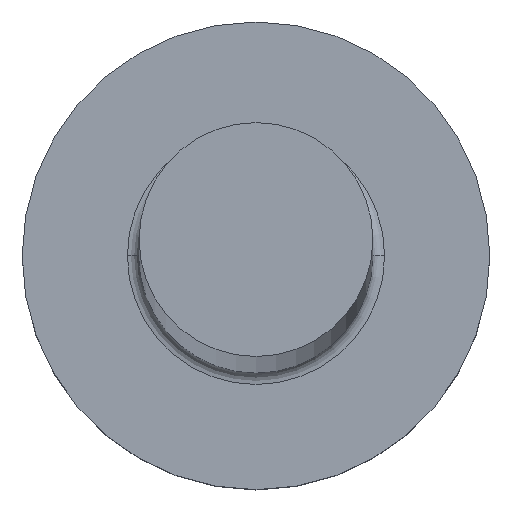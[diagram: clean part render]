
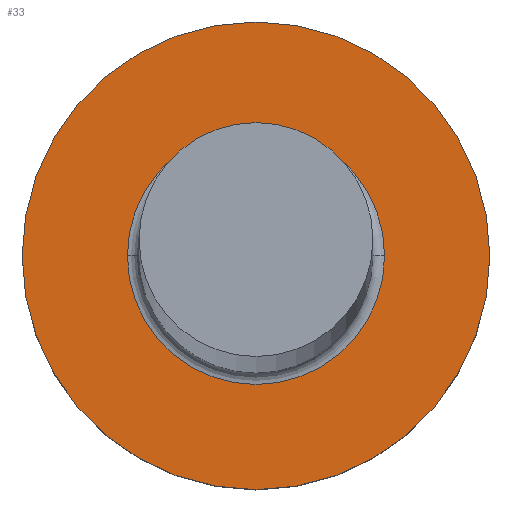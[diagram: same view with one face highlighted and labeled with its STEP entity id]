
A CAD part, top view. The second image highlights one B-rep face of the part: STEP entity #33.
In plain terms, the highlighted planar face has unit normal (0, 0, 1).
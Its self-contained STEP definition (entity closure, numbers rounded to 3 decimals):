
#14 = EDGE_LOOP ( 'NONE', ( #39, #141 ) ) ;
#20 = CARTESIAN_POINT ( 'NONE',  ( 0., 0., 3. ) ) ;
#21 = EDGE_CURVE ( 'NONE', #163, #226, #227, .T. ) ;
#26 = AXIS2_PLACEMENT_3D ( 'NONE', #142, #112, #235 ) ;
#33 = ADVANCED_FACE ( 'NONE', ( #181, #274 ), #115, .T. ) ;
#39 = ORIENTED_EDGE ( 'NONE', *, *, #195, .T. ) ;
#43 = CARTESIAN_POINT ( 'NONE',  ( -2.2, 0., 3. ) ) ;
#52 = EDGE_LOOP ( 'NONE', ( #86, #164 ) ) ;
#53 = CARTESIAN_POINT ( 'NONE',  ( 2.2, 0., 3. ) ) ;
#86 = ORIENTED_EDGE ( 'NONE', *, *, #238, .T. ) ;
#89 = AXIS2_PLACEMENT_3D ( 'NONE', #184, #261, #210 ) ;
#104 = VERTEX_POINT ( 'NONE', #266 ) ;
#105 = DIRECTION ( 'NONE',  ( 0., 0., 1. ) ) ;
#106 = CARTESIAN_POINT ( 'NONE',  ( 0., 0., 3. ) ) ;
#109 = DIRECTION ( 'NONE',  ( 1., 0., 0. ) ) ;
#112 = DIRECTION ( 'NONE',  ( 0., 0., -1. ) ) ;
#115 = PLANE ( 'NONE',  #89 ) ;
#119 = AXIS2_PLACEMENT_3D ( 'NONE', #20, #216, #109 ) ;
#121 = DIRECTION ( 'NONE',  ( 0., 0., 1. ) ) ;
#124 = DIRECTION ( 'NONE',  ( 1., 0., 0. ) ) ;
#136 = CIRCLE ( 'NONE', #213, 4. ) ;
#141 = ORIENTED_EDGE ( 'NONE', *, *, #21, .T. ) ;
#142 = CARTESIAN_POINT ( 'NONE',  ( 0., 0., 3. ) ) ;
#148 = CIRCLE ( 'NONE', #119, 2.2 ) ;
#149 = EDGE_CURVE ( 'NONE', #205, #104, #136, .T. ) ;
#158 = CARTESIAN_POINT ( 'NONE',  ( 4., 0., 3. ) ) ;
#163 = VERTEX_POINT ( 'NONE', #43 ) ;
#164 = ORIENTED_EDGE ( 'NONE', *, *, #149, .T. ) ;
#176 = DIRECTION ( 'NONE',  ( 1., 0., 0. ) ) ;
#181 = FACE_BOUND ( 'NONE', #14, .T. ) ;
#184 = CARTESIAN_POINT ( 'NONE',  ( 0., 0., 3. ) ) ;
#195 = EDGE_CURVE ( 'NONE', #226, #163, #148, .T. ) ;
#205 = VERTEX_POINT ( 'NONE', #158 ) ;
#210 = DIRECTION ( 'NONE',  ( 1., 0., 0. ) ) ;
#213 = AXIS2_PLACEMENT_3D ( 'NONE', #281, #121, #124 ) ;
#216 = DIRECTION ( 'NONE',  ( 0., 0., -1. ) ) ;
#226 = VERTEX_POINT ( 'NONE', #53 ) ;
#227 = CIRCLE ( 'NONE', #26, 2.2 ) ;
#235 = DIRECTION ( 'NONE',  ( 1., 0., 0. ) ) ;
#238 = EDGE_CURVE ( 'NONE', #104, #205, #273, .T. ) ;
#261 = DIRECTION ( 'NONE',  ( 0., 0., 1. ) ) ;
#266 = CARTESIAN_POINT ( 'NONE',  ( -4., 0., 3. ) ) ;
#273 = CIRCLE ( 'NONE', #293, 4. ) ;
#274 = FACE_OUTER_BOUND ( 'NONE', #52, .T. ) ;
#281 = CARTESIAN_POINT ( 'NONE',  ( 0., 0., 3. ) ) ;
#293 = AXIS2_PLACEMENT_3D ( 'NONE', #106, #105, #176 ) ;
